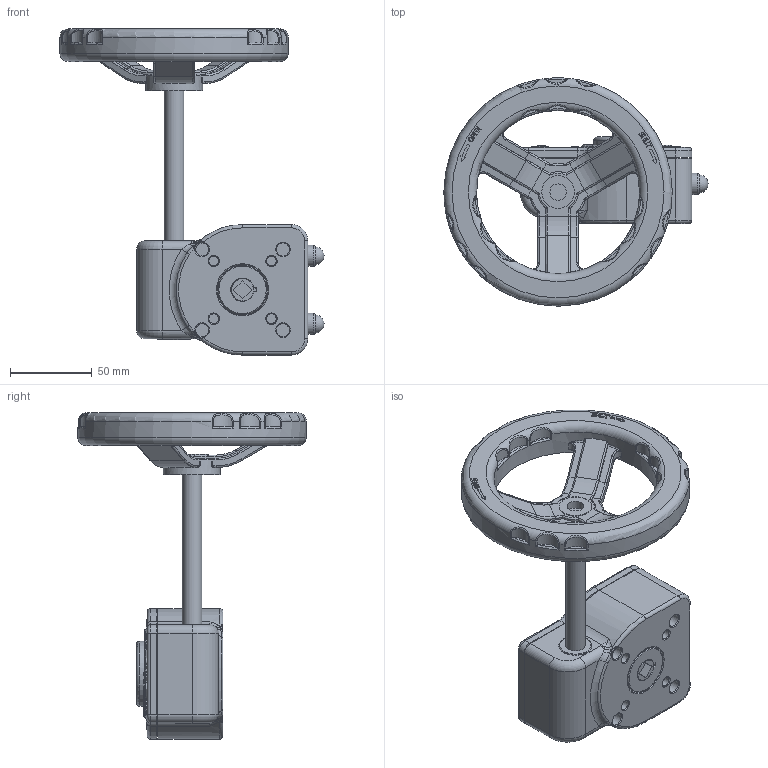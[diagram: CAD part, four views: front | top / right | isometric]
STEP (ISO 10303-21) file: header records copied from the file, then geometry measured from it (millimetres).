
FILE_DESCRIPTION(/* description */ (''),/* implementation_level */ '2;1');
FILE_NAME(/* name */ 'HAM-1_3D_STEP.stp',/* time_stamp */ '2024-08-15T23:41:44+03:00',/* author */ ('igorr'),/* organization */ (''),/* preprocessor_version */ 'ST-DEVELOPER v20',/* originating_system */ 'Autodesk Inventor 2025',/* authorisation */ '');
FILE_SCHEMA (('AUTOMOTIVE_DESIGN { 1 0 10303 214 3 1 1 }'));
Products named in the file (4): Сборка; Деталь 2; Деталь1; BS 4168 - M5 x 16
Assembly tree (6 placements, depth 2):
  Сборка
    Деталь 2
    Деталь1
    BS 4168 - M5 x 16  x4
Bounding box: 162 x 140 x 200 mm (x, y, z)
Volume: 522021.2 mm3; surface area: 96089.5 mm2
Topology: 7 solids, 7 shells, 1631 faces, 3821 edges, 2247 vertices
Faces by surface type: cylinder 510, plane 414, bspline 391, torus 200, sphere 90, cone 26
Full cylindrical faces by diameter (mm): 5 x10, 6 x6, 8 x4, 10 x5, 12 x1, 13 x2, 13.93 x1, 20 x2, 20.4 x1, 30 x1, 31 x1, 35 x1, 40 x1, 100 x1, 140 x1
Entity records: 58202 total; most frequent: CARTESIAN_POINT 21980, ORIENTED_EDGE 7426, DIRECTION 6808, EDGE_CURVE 3713, AXIS2_PLACEMENT_3D 2650, VERTEX_POINT 2187, EDGE_LOOP 1666, FACE_OUTER_BOUND 1592
